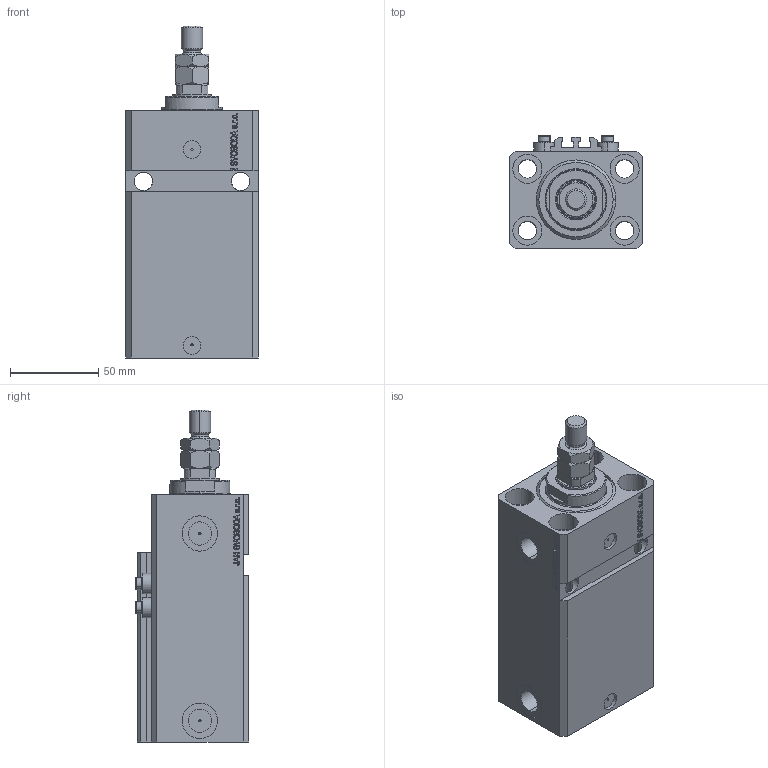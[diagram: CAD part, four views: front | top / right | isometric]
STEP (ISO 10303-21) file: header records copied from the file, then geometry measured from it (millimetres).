
FILE_DESCRIPTION (( 'STEP AP203' ), '1' );
FILE_NAME ('0311.STEP', '2022-04-09T15:43:51', ( '' ), ( '' ), 'SwSTEP 2.0', 'SolidWorks 2019', '' );
FILE_SCHEMA (( 'CONFIG_CONTROL_DESIGN' ));
Length unit declared in the file: millimetre
Products named in the file (6): ALLEN BOLT V250CE 0c2ea4bb67babe581d9a0fe0450f916d; MTA 0c2ea4bb67babe581d9a0fe0450f916d; V250CE_C_VCP 0c2ea4bb67babe581d9a0fe0450f916d; V250CE_E_Body 0c2ea4bb67babe581d9a0fe0450f916d; V250CE_VC_E 0c2ea4bb67babe581d9a0fe0450f916d; 0311
Assembly tree (8 placements, depth 2):
  0311
    V250CE_E_Body 0c2ea4bb67babe581d9a0fe0450f916d
    ALLEN BOLT V250CE 0c2ea4bb67babe581d9a0fe0450f916d  x4
    V250CE_C_VCP 0c2ea4bb67babe581d9a0fe0450f916d
    V250CE_VC_E 0c2ea4bb67babe581d9a0fe0450f916d
    MTA 0c2ea4bb67babe581d9a0fe0450f916d
Bounding box: 75 x 64 x 187.9 mm (x, y, z)
Volume: 498609.9 mm3; surface area: 118705.4 mm2
Topology: 9 solids, 9 shells, 1113 faces, 2762 edges, 1781 vertices
Faces by surface type: plane 529, bspline 354, cylinder 130, cone 84, torus 16
Entity records: 48397 total; most frequent: CARTESIAN_POINT 25218, ORIENTED_EDGE 5214, DIRECTION 3457, EDGE_CURVE 2607, VERTEX_POINT 1697, LINE 1541, VECTOR 1541, EDGE_LOOP 1170
